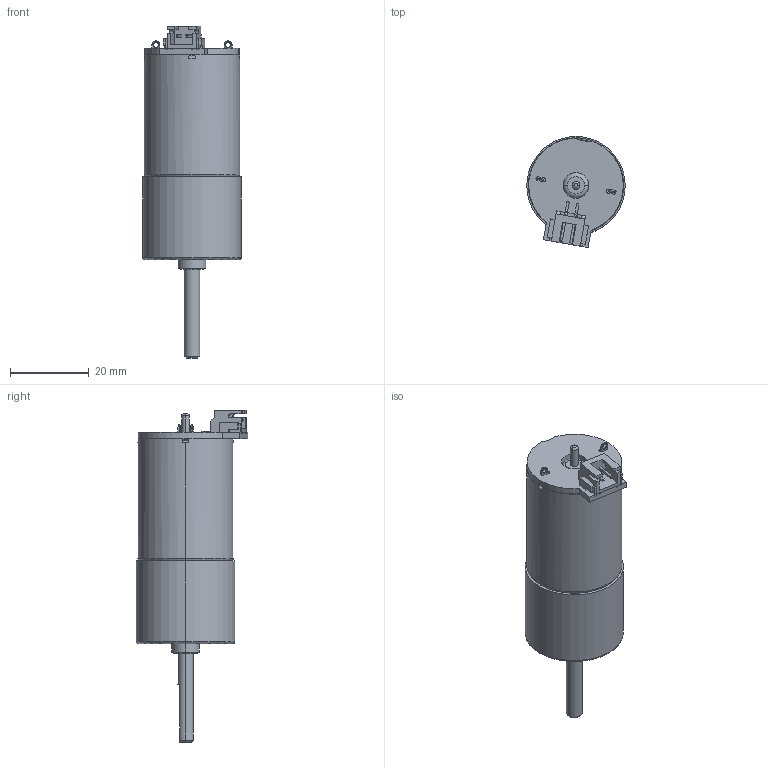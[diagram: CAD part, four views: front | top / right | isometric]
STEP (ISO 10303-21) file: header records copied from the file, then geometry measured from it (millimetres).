
FILE_DESCRIPTION (( 'STEP AP214' ), '1' );
FILE_NAME ('25mm DC Motor µç»ú.step', '2016-10-28T07:03:05', ( 'dell' ), ( '' ), 'SwSTEP 2.0', 'SolidWorks 2013', '' );
FILE_SCHEMA (( 'AUTOMOTIVE_DESIGN' ));
Length unit declared in the file: millimetre
Products named in the file (1): 25mm DC Motor 萇儂
Bounding box: 25 x 28.27 x 84.3 mm (x, y, z)
Volume: 25329.8 mm3; surface area: 8196.7 mm2
Topology: 5 solids, 5 shells, 629 faces, 1411 edges, 811 vertices
Faces by surface type: cone 327, plane 207, cylinder 75, torus 16, sphere 4
Entity records: 24119 total; most frequent: DIRECTION 3208, CARTESIAN_POINT 2858, ORIENTED_EDGE 2806, EDGE_CURVE 1403, AXIS2_PLACEMENT_3D 1177, LINE 854, VECTOR 854, VERTEX_POINT 811
